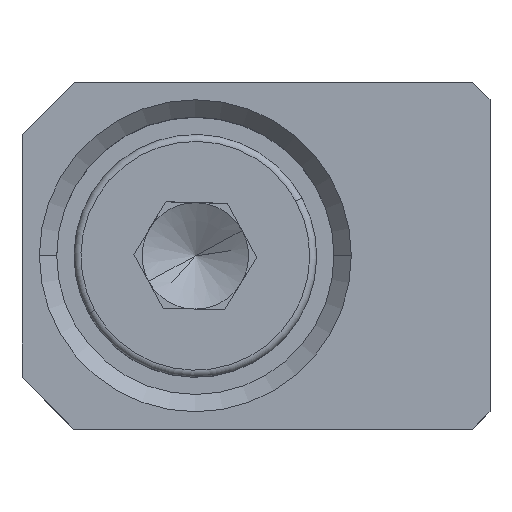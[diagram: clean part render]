
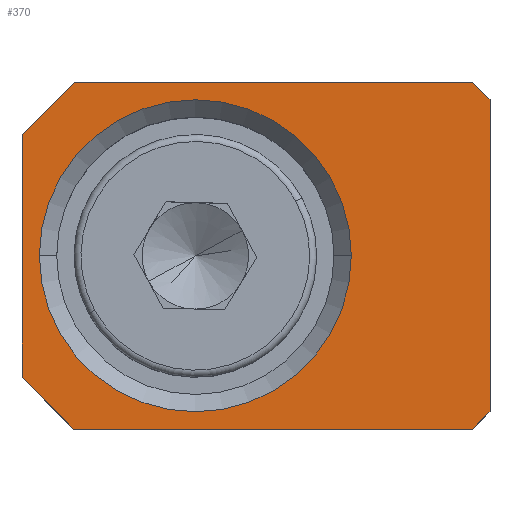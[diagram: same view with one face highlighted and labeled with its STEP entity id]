
A CAD part, top view. The second image highlights one B-rep face of the part: STEP entity #370.
In plain terms, the highlighted planar face has unit normal (0, 0, 1).
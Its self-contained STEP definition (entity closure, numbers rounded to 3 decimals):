
#97 = VECTOR ( 'NONE', #2901, 1000. ) ;
#139 = EDGE_CURVE ( 'NONE', #701, #1840, #947, .T. ) ;
#151 = EDGE_CURVE ( 'NONE', #1840, #701, #1011, .T. ) ;
#158 = DIRECTION ( 'NONE',  ( 0.707, -0.707, 0. ) ) ;
#235 = CARTESIAN_POINT ( 'NONE',  ( -6.75, 5., 8. ) ) ;
#242 = CARTESIAN_POINT ( 'NONE',  ( 0., 0., 8. ) ) ;
#341 = VERTEX_POINT ( 'NONE', #3590 ) ;
#358 = EDGE_CURVE ( 'NONE', #4653, #1255, #2764, .T. ) ;
#370 = ADVANCED_FACE ( 'NONE', ( #4522, #1505 ), #838, .F. ) ;
#373 = CARTESIAN_POINT ( 'NONE',  ( 6.25, 5., 8. ) ) ;
#400 = CARTESIAN_POINT ( 'NONE',  ( 2.75, 0., 8. ) ) ;
#602 = VECTOR ( 'NONE', #668, 1000. ) ;
#616 = VERTEX_POINT ( 'NONE', #2593 ) ;
#649 = VERTEX_POINT ( 'NONE', #4447 ) ;
#663 = CARTESIAN_POINT ( 'NONE',  ( -6.75, -5., 8. ) ) ;
#668 = DIRECTION ( 'NONE',  ( -0.707, -0.707, 0. ) ) ;
#701 = VERTEX_POINT ( 'NONE', #400 ) ;
#709 = EDGE_CURVE ( 'NONE', #3436, #649, #4409, .T. ) ;
#718 = DIRECTION ( 'NONE',  ( 0., -1., 0. ) ) ;
#838 = PLANE ( 'NONE',  #3500 ) ;
#867 = ORIENTED_EDGE ( 'NONE', *, *, #4242, .T. ) ;
#898 = ORIENTED_EDGE ( 'NONE', *, *, #139, .T. ) ;
#947 = CIRCLE ( 'NONE', #1562, 4.5 ) ;
#985 = CARTESIAN_POINT ( 'NONE',  ( 6.75, -4.5, 8. ) ) ;
#1011 = CIRCLE ( 'NONE', #3791, 4.5 ) ;
#1156 = EDGE_CURVE ( 'NONE', #4133, #341, #3670, .T. ) ;
#1213 = ORIENTED_EDGE ( 'NONE', *, *, #358, .T. ) ;
#1243 = ORIENTED_EDGE ( 'NONE', *, *, #1868, .T. ) ;
#1255 = VERTEX_POINT ( 'NONE', #2291 ) ;
#1282 = EDGE_LOOP ( 'NONE', ( #898, #2025 ) ) ;
#1379 = VECTOR ( 'NONE', #4618, 1000. ) ;
#1430 = CARTESIAN_POINT ( 'NONE',  ( -1.75, 0., 8. ) ) ;
#1434 = DIRECTION ( 'NONE',  ( -1., 0., 0. ) ) ;
#1436 = DIRECTION ( 'NONE',  ( 0., 0., -1. ) ) ;
#1441 = DIRECTION ( 'NONE',  ( -1., 0., 0. ) ) ;
#1455 = ORIENTED_EDGE ( 'NONE', *, *, #1641, .T. ) ;
#1490 = DIRECTION ( 'NONE',  ( 0., 0., -1. ) ) ;
#1505 = FACE_OUTER_BOUND ( 'NONE', #3109, .T. ) ;
#1507 = DIRECTION ( 'NONE',  ( 0., 0., -1. ) ) ;
#1517 = LINE ( 'NONE', #4655, #602 ) ;
#1550 = CARTESIAN_POINT ( 'NONE',  ( -1.75, 0., 8. ) ) ;
#1562 = AXIS2_PLACEMENT_3D ( 'NONE', #1550, #1490, #1434 ) ;
#1632 = ORIENTED_EDGE ( 'NONE', *, *, #3844, .T. ) ;
#1641 = EDGE_CURVE ( 'NONE', #649, #616, #1517, .T. ) ;
#1712 = VECTOR ( 'NONE', #4014, 1000. ) ;
#1829 = ORIENTED_EDGE ( 'NONE', *, *, #1156, .T. ) ;
#1840 = VERTEX_POINT ( 'NONE', #4593 ) ;
#1854 = DIRECTION ( 'NONE',  ( -1., 0., 0. ) ) ;
#1868 = EDGE_CURVE ( 'NONE', #3742, #4133, #3492, .T. ) ;
#1943 = VECTOR ( 'NONE', #4298, 1000. ) ;
#2025 = ORIENTED_EDGE ( 'NONE', *, *, #151, .T. ) ;
#2118 = CARTESIAN_POINT ( 'NONE',  ( -5.25, -5., 8. ) ) ;
#2209 = VECTOR ( 'NONE', #718, 1000. ) ;
#2279 = VECTOR ( 'NONE', #2318, 1000. ) ;
#2291 = CARTESIAN_POINT ( 'NONE',  ( -5.25, -5., 8. ) ) ;
#2318 = DIRECTION ( 'NONE',  ( -1., 0., 0. ) ) ;
#2574 = CARTESIAN_POINT ( 'NONE',  ( 6.25, -5., 8. ) ) ;
#2593 = CARTESIAN_POINT ( 'NONE',  ( -6.75, 3.5, 8. ) ) ;
#2642 = ORIENTED_EDGE ( 'NONE', *, *, #709, .T. ) ;
#2764 = LINE ( 'NONE', #2118, #3769 ) ;
#2901 = DIRECTION ( 'NONE',  ( -0.707, 0.707, 0. ) ) ;
#3109 = EDGE_LOOP ( 'NONE', ( #1829, #4557, #2642, #1455, #867, #1213, #1632, #1243 ) ) ;
#3333 = CARTESIAN_POINT ( 'NONE',  ( 6.25, 5., 8. ) ) ;
#3436 = VERTEX_POINT ( 'NONE', #3333 ) ;
#3492 = LINE ( 'NONE', #4265, #1943 ) ;
#3500 = AXIS2_PLACEMENT_3D ( 'NONE', #242, #1507, #1854 ) ;
#3590 = CARTESIAN_POINT ( 'NONE',  ( 6.75, 4.5, 8. ) ) ;
#3670 = LINE ( 'NONE', #4741, #1712 ) ;
#3742 = VERTEX_POINT ( 'NONE', #2574 ) ;
#3769 = VECTOR ( 'NONE', #158, 1000. ) ;
#3791 = AXIS2_PLACEMENT_3D ( 'NONE', #1430, #1436, #1441 ) ;
#3844 = EDGE_CURVE ( 'NONE', #1255, #3742, #3861, .T. ) ;
#3861 = LINE ( 'NONE', #4554, #1379 ) ;
#3862 = LINE ( 'NONE', #663, #2209 ) ;
#4014 = DIRECTION ( 'NONE',  ( 0., 1., 0. ) ) ;
#4132 = LINE ( 'NONE', #373, #97 ) ;
#4133 = VERTEX_POINT ( 'NONE', #985 ) ;
#4242 = EDGE_CURVE ( 'NONE', #616, #4653, #3862, .T. ) ;
#4265 = CARTESIAN_POINT ( 'NONE',  ( 6.75, -4.5, 8. ) ) ;
#4298 = DIRECTION ( 'NONE',  ( 0.707, 0.707, 0. ) ) ;
#4409 = LINE ( 'NONE', #235, #2279 ) ;
#4446 = CARTESIAN_POINT ( 'NONE',  ( -6.75, -3.5, 8. ) ) ;
#4447 = CARTESIAN_POINT ( 'NONE',  ( -5.25, 5., 8. ) ) ;
#4522 = FACE_BOUND ( 'NONE', #1282, .T. ) ;
#4554 = CARTESIAN_POINT ( 'NONE',  ( -6.75, -5., 8. ) ) ;
#4557 = ORIENTED_EDGE ( 'NONE', *, *, #4773, .T. ) ;
#4593 = CARTESIAN_POINT ( 'NONE',  ( -6.25, 0., 8. ) ) ;
#4618 = DIRECTION ( 'NONE',  ( 1., 0., 0. ) ) ;
#4653 = VERTEX_POINT ( 'NONE', #4446 ) ;
#4655 = CARTESIAN_POINT ( 'NONE',  ( -6.75, 3.5, 8. ) ) ;
#4741 = CARTESIAN_POINT ( 'NONE',  ( 6.75, -5., 8. ) ) ;
#4773 = EDGE_CURVE ( 'NONE', #341, #3436, #4132, .T. ) ;
